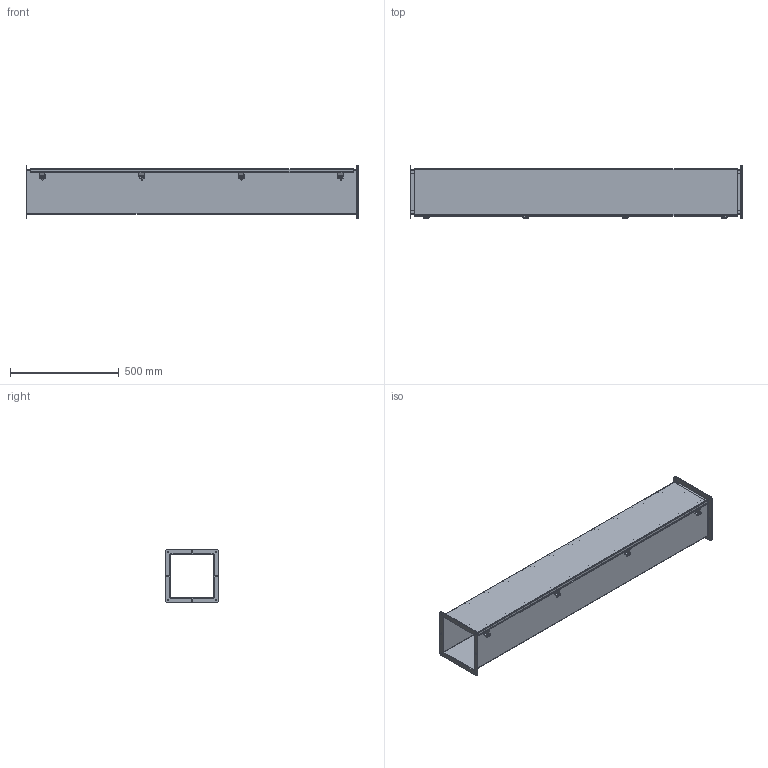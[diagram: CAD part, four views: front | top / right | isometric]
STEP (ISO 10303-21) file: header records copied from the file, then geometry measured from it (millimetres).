
FILE_DESCRIPTION (( 'STEP AP203' ), '1' );
FILE_NAME ('1487E60.step', '2024-04-25T14:40:24', ( '' ), ( '' ), 'SwSTEP 2.0', 'SolidWorks 2023', '' );
FILE_SCHEMA (( 'CONFIG_CONTROL_DESIGN' ));
Length unit declared in the file: inch
Products named in the file (1): 1487E60
Bounding box: 1527.17 x 244.63 x 244.47 mm (x, y, z)
Volume: 2658500.5 mm3; surface area: 2861993.8 mm2
Topology: 31 solids, 31 shells, 698 faces, 1824 edges, 1192 vertices
Faces by surface type: plane 376, cylinder 246, bspline 52, cone 24
Entity records: 23899 total; most frequent: CARTESIAN_POINT 6575, ORIENTED_EDGE 3616, DIRECTION 3526, EDGE_CURVE 1808, AXIS2_PLACEMENT_3D 1199, VERTEX_POINT 1192, VECTOR 1128, LINE 1128
